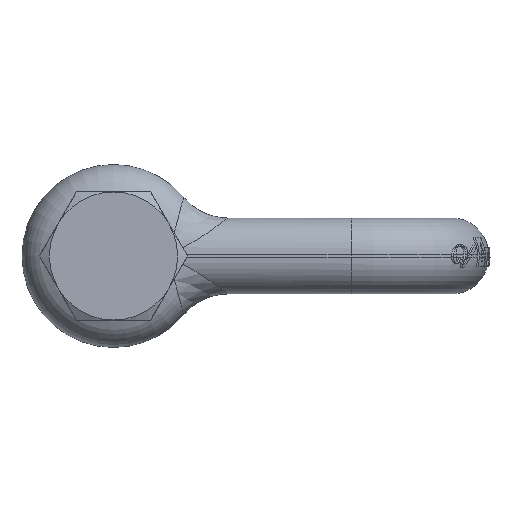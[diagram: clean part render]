
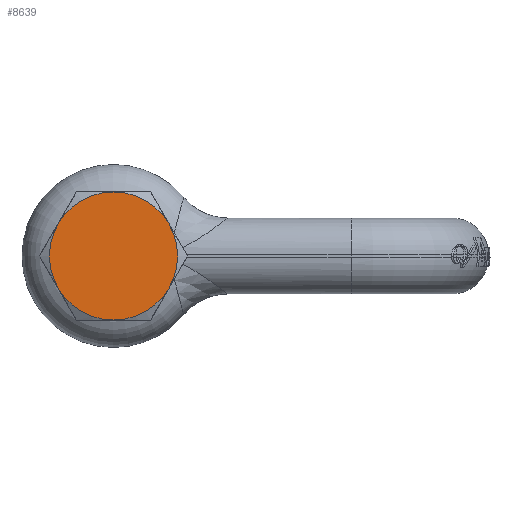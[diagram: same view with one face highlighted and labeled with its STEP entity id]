
A CAD part, left-side view. The second image highlights one B-rep face of the part: STEP entity #8639.
In plain terms, the highlighted planar face has unit normal (-1, 0, 0).
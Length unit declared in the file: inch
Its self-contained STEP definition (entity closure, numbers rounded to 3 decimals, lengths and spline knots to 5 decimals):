
#3400=CARTESIAN_POINT('',(-4.87,0.,0.));
#3401=DIRECTION('',(-1.,0.,0.));
#3402=DIRECTION('',(0.,0.,-1.));
#3403=AXIS2_PLACEMENT_3D('',#3400,#3401,#3402);
#3405=CARTESIAN_POINT('',(-4.87,0.,0.));
#3406=DIRECTION('',(-1.,0.,0.));
#3407=DIRECTION('',(0.,0.866,-0.5));
#3408=AXIS2_PLACEMENT_3D('',#3405,#3406,#3407);
#3410=CARTESIAN_POINT('',(-4.87,0.,0.));
#3411=DIRECTION('',(-1.,0.,0.));
#3412=DIRECTION('',(0.,0.866,0.5));
#3413=AXIS2_PLACEMENT_3D('',#3410,#3411,#3412);
#3415=CARTESIAN_POINT('',(-4.87,0.,0.));
#3416=DIRECTION('',(-1.,0.,0.));
#3417=DIRECTION('',(0.,0.,1.));
#3418=AXIS2_PLACEMENT_3D('',#3415,#3416,#3417);
#3420=CARTESIAN_POINT('',(-4.87,0.,0.));
#3421=DIRECTION('',(-1.,0.,0.));
#3422=DIRECTION('',(0.,-0.866,0.5));
#3423=AXIS2_PLACEMENT_3D('',#3420,#3421,#3422);
#3425=CARTESIAN_POINT('',(-4.87,0.,0.));
#3426=DIRECTION('',(-1.,0.,0.));
#3427=DIRECTION('',(0.,-0.866,-0.5));
#3428=AXIS2_PLACEMENT_3D('',#3425,#3426,#3427);
#5575=CARTESIAN_POINT('',(-4.87,0.,-1.6875));
#5576=CARTESIAN_POINT('',(-4.87,-1.46142,-0.84375));
#5577=VERTEX_POINT('',#5575);
#5578=VERTEX_POINT('',#5576);
#5579=CARTESIAN_POINT('',(-4.87,-1.46142,0.84375));
#5580=VERTEX_POINT('',#5579);
#5581=CARTESIAN_POINT('',(-4.87,0.,1.6875));
#5582=VERTEX_POINT('',#5581);
#5583=CARTESIAN_POINT('',(-4.87,1.46142,0.84375));
#5584=VERTEX_POINT('',#5583);
#5585=CARTESIAN_POINT('',(-4.87,1.46142,-0.84375));
#5586=VERTEX_POINT('',#5585);
#8623=CARTESIAN_POINT('',(-4.87,0.,0.));
#8624=DIRECTION('',(-1.,0.,0.));
#8625=DIRECTION('',(0.,0.,1.));
#8626=AXIS2_PLACEMENT_3D('',#8623,#8624,#8625);
#8627=PLANE('',#8626);
#8628=ORIENTED_EDGE('',*,*,#8591,.F.);
#8630=ORIENTED_EDGE('',*,*,#8629,.F.);
#8632=ORIENTED_EDGE('',*,*,#8631,.F.);
#8634=ORIENTED_EDGE('',*,*,#8633,.F.);
#8635=ORIENTED_EDGE('',*,*,#8618,.F.);
#8636=ORIENTED_EDGE('',*,*,#8604,.F.);
#8637=EDGE_LOOP('',(#8628,#8630,#8632,#8634,#8635,#8636));
#8638=FACE_OUTER_BOUND('',#8637,.F.);
#8639=ADVANCED_FACE('',(#8638),#8627,.T.);
#3404=CIRCLE('',#3403,1.6875);
#3409=CIRCLE('',#3408,1.6875);
#3414=CIRCLE('',#3413,1.6875);
#3419=CIRCLE('',#3418,1.6875);
#3424=CIRCLE('',#3423,1.6875);
#3429=CIRCLE('',#3428,1.6875);
#8591=EDGE_CURVE('',#5577,#5578,#3404,.T.);
#8604=EDGE_CURVE('',#5578,#5580,#3429,.T.);
#8618=EDGE_CURVE('',#5580,#5582,#3424,.T.);
#8629=EDGE_CURVE('',#5586,#5577,#3409,.T.);
#8631=EDGE_CURVE('',#5584,#5586,#3414,.T.);
#8633=EDGE_CURVE('',#5582,#5584,#3419,.T.);
